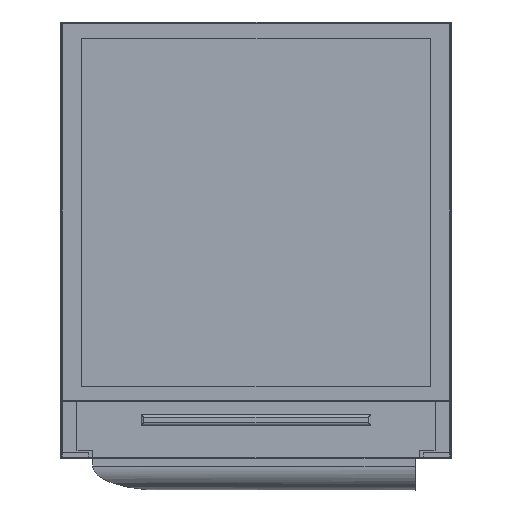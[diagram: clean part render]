
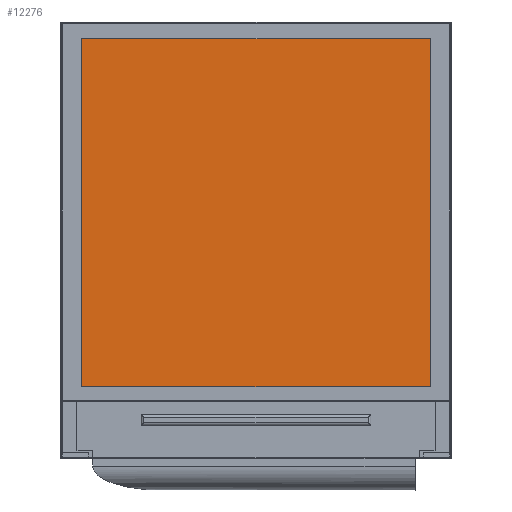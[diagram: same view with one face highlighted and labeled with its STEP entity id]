
A CAD part, top view. The second image highlights one B-rep face of the part: STEP entity #12276.
In plain terms, the highlighted planar face has unit normal (0, 0, 1).
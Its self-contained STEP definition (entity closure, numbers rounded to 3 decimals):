
#1594=FACE_OUTER_BOUND('',#2281,.T.);
#2281=EDGE_LOOP('',(#10882,#10883,#10884,#10885));
#3588=LINE('',#22443,#4922);
#3590=LINE('',#22447,#4924);
#3592=LINE('',#22451,#4926);
#3594=LINE('',#22454,#4928);
#4922=VECTOR('',#15775,1000.);
#4924=VECTOR('',#15779,1000.);
#4926=VECTOR('',#15783,1000.);
#4928=VECTOR('',#15787,1000.);
#6079=VERTEX_POINT('',#22440);
#6080=VERTEX_POINT('',#22442);
#6081=VERTEX_POINT('',#22446);
#6082=VERTEX_POINT('',#22450);
#7709=EDGE_CURVE('',#6079,#6080,#3588,.T.);
#7711=EDGE_CURVE('',#6080,#6081,#3590,.T.);
#7713=EDGE_CURVE('',#6081,#6082,#3592,.T.);
#7715=EDGE_CURVE('',#6082,#6079,#3594,.T.);
#10882=ORIENTED_EDGE('',*,*,#7709,.F.);
#10883=ORIENTED_EDGE('',*,*,#7715,.F.);
#10884=ORIENTED_EDGE('',*,*,#7713,.F.);
#10885=ORIENTED_EDGE('',*,*,#7711,.F.);
#11648=PLANE('',#13085);
#12276=ADVANCED_FACE('',(#1594),#11648,.F.);
#13085=AXIS2_PLACEMENT_3D('',#22455,#15788,#15789);
#15775=DIRECTION('',(0.,1.,0.));
#15779=DIRECTION('',(1.,0.,0.));
#15783=DIRECTION('',(0.,-1.,0.));
#15787=DIRECTION('',(-1.,0.,0.));
#15788=DIRECTION('center_axis',(0.,0.,-1.));
#15789=DIRECTION('ref_axis',(-1.,0.,0.));
#22440=CARTESIAN_POINT('',(-11.7,-9.861,1.435));
#22442=CARTESIAN_POINT('',(-11.7,13.539,1.435));
#22443=CARTESIAN_POINT('',(-11.7,-9.861,1.435));
#22446=CARTESIAN_POINT('',(11.7,13.539,1.435));
#22447=CARTESIAN_POINT('',(-11.7,13.539,1.435));
#22450=CARTESIAN_POINT('',(11.7,-9.861,1.435));
#22451=CARTESIAN_POINT('',(11.7,13.539,1.435));
#22454=CARTESIAN_POINT('',(11.7,-9.861,1.435));
#22455=CARTESIAN_POINT('Origin',(0.,0.,1.435));
